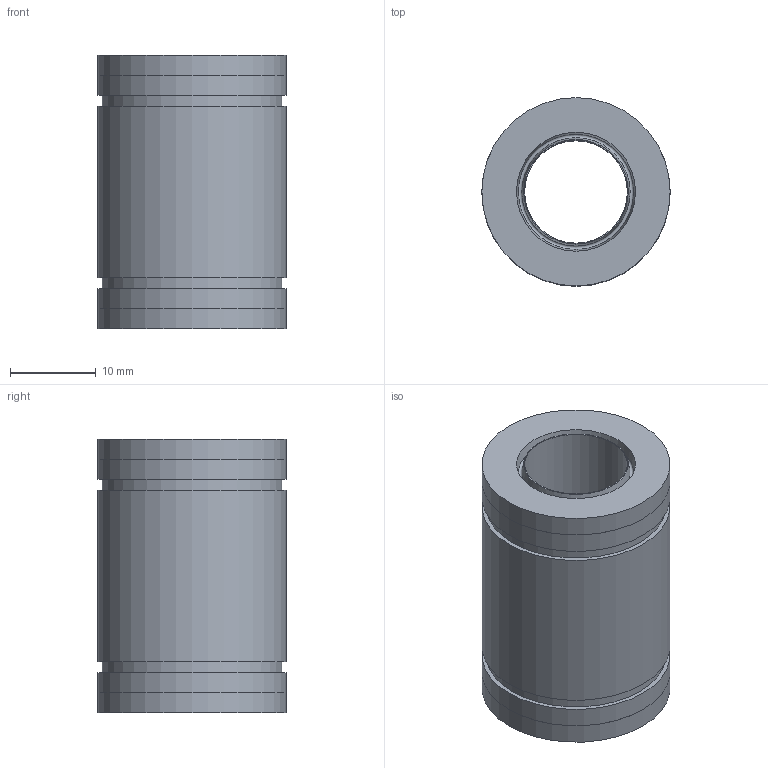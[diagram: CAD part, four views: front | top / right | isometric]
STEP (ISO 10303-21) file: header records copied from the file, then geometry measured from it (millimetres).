
FILE_DESCRIPTION (( 'STEP AP214' ), '1' );
FILE_NAME ('LAA-12-2RS-022-032-ltk.step', '2020-09-09T07:02:49', ( '' ), ( '' ), 'SwSTEP 2.0', 'SolidWorks 2010', '' );
FILE_SCHEMA (( 'AUTOMOTIVE_DESIGN' ));
Length unit declared in the file: millimetre
Products named in the file (1): LAA-12-2RS-022-032-ltk
Bounding box: 22 x 22 x 32 mm (x, y, z)
Volume: 8390.2 mm3; surface area: 4256.8 mm2
Topology: 1 solids, 1 shells, 24 faces, 38 edges, 24 vertices
Faces by surface type: plane 10, cylinder 8, cone 4, torus 2
Full cylindrical faces by diameter (mm): 12 x1, 21 x2, 21.992 x2, 22 x3
Entity records: 665 total; most frequent: DIRECTION 98, CARTESIAN_POINT 73, AXIS2_PLACEMENT_3D 49, EDGE_LOOP 48, ORIENTED_EDGE 48, FACE_OUTER_BOUND 34, EDGE_CURVE 24, CIRCLE 24
